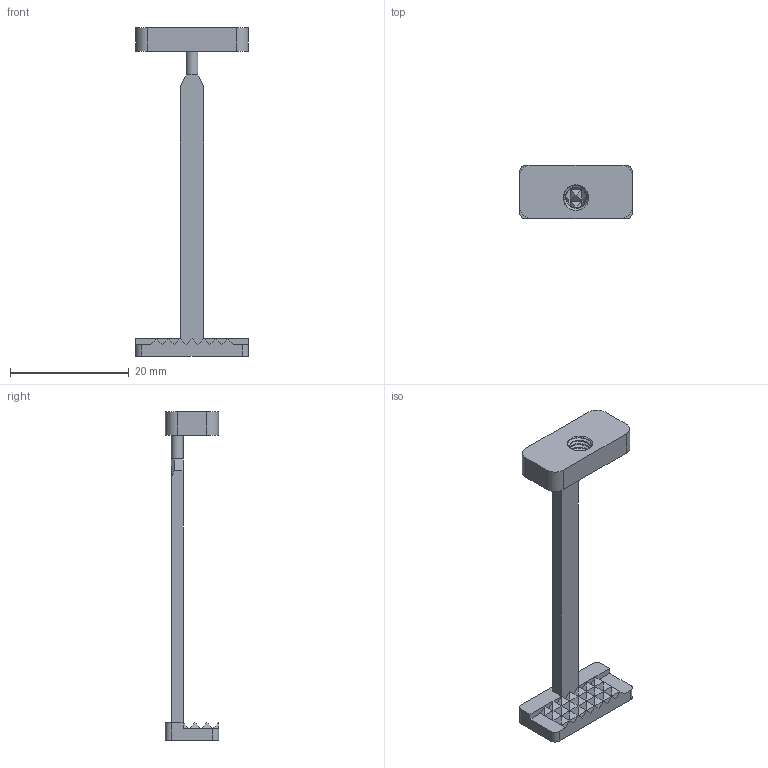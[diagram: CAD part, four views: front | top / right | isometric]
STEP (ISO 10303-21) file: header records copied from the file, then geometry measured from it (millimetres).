
FILE_DESCRIPTION (( 'STEP AP214' ), '1' );
FILE_NAME ('Clamp-part1-Base9x19mm-maxSample40mm_100914(01)_B.step', '2022-09-21T08:39:30', ( '' ), ( '' ), 'SwSTEP 2.0', 'SolidWorks 2021', '' );
FILE_SCHEMA (( 'AUTOMOTIVE_DESIGN' ));
Length unit declared in the file: millimetre
Products named in the file (1): Clamp-part1-Base9x19mm-maxSample40mm_100914(01)_B
Bounding box: 19 x 9 x 55.5 mm (x, y, z)
Volume: 1410.3 mm3; surface area: 1668.7 mm2
Topology: 1 solids, 1 shells, 145 faces, 277 edges, 135 vertices
Faces by surface type: plane 130, cylinder 10, bspline 3, cone 2
Full cylindrical faces by diameter (mm): 2 x1
Entity records: 5444 total; most frequent: CARTESIAN_POINT 2621, DIRECTION 573, ORIENTED_EDGE 544, EDGE_CURVE 272, VECTOR 237, LINE 237, AXIS2_PLACEMENT_3D 168, EDGE_LOOP 151
